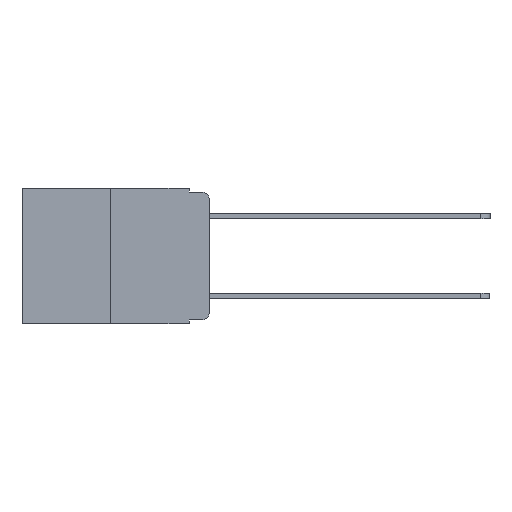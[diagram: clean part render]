
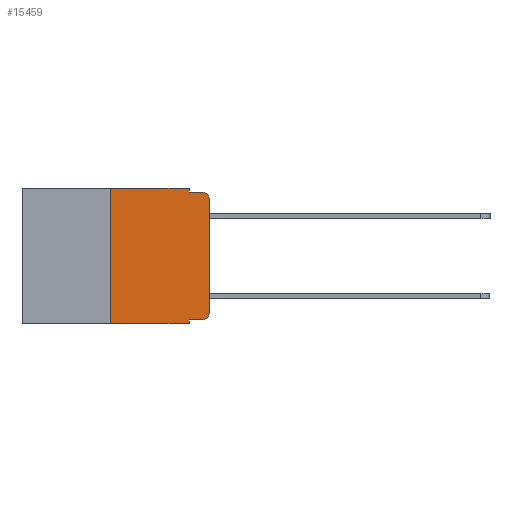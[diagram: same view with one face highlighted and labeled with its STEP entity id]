
A CAD part, left-side view. The second image highlights one B-rep face of the part: STEP entity #15459.
In plain terms, the highlighted planar face has unit normal (-1, 0, 0).
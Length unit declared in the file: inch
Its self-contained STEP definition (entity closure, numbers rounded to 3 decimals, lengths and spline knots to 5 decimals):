
#262 = CARTESIAN_POINT ( 'NONE',  ( 0., 0.473, 0. ) ) ;
#944 = VECTOR ( 'NONE', #14778, 39.37008 ) ;
#983 = VERTEX_POINT ( 'NONE', #2839 ) ;
#1451 = AXIS2_PLACEMENT_3D ( 'NONE', #262, #20127, #9614 ) ;
#1587 = LINE ( 'NONE', #4777, #5387 ) ;
#1676 = EDGE_CURVE ( 'NONE', #15380, #18749, #3758, .T. ) ;
#1721 = EDGE_CURVE ( 'NONE', #15380, #6557, #10571, .T. ) ;
#1792 = VERTEX_POINT ( 'NONE', #9419 ) ;
#2099 = ORIENTED_EDGE ( 'NONE', *, *, #20876, .F. ) ;
#2233 = PLANE ( 'NONE',  #1451 ) ;
#2523 = CARTESIAN_POINT ( 'NONE',  ( 0., 0.473, 0. ) ) ;
#2839 = CARTESIAN_POINT ( 'NONE',  ( 0., 0.051, -0.01 ) ) ;
#3147 = ORIENTED_EDGE ( 'NONE', *, *, #1721, .F. ) ;
#3292 = LINE ( 'NONE', #4737, #7622 ) ;
#3687 = DIRECTION ( 'NONE',  ( -1., 0., 0. ) ) ;
#3710 = CARTESIAN_POINT ( 'NONE',  ( 0., 0.051, -0.333 ) ) ;
#3758 = LINE ( 'NONE', #6849, #22042 ) ;
#3987 = CARTESIAN_POINT ( 'NONE',  ( 0., 0.25, -0.343 ) ) ;
#4413 = DIRECTION ( 'NONE',  ( 0., -1., 0. ) ) ;
#4737 = CARTESIAN_POINT ( 'NONE',  ( 0., 0.051, -0.333 ) ) ;
#4777 = CARTESIAN_POINT ( 'NONE',  ( 0., 0.051, -0.01 ) ) ;
#5301 = CARTESIAN_POINT ( 'NONE',  ( 0., 0.25, 0. ) ) ;
#5387 = VECTOR ( 'NONE', #22384, 39.37008 ) ;
#5754 = EDGE_LOOP ( 'NONE', ( #12614, #12343, #2099, #16778, #22015, #3147, #9134, #10824, #12782, #15577 ) ) ;
#5844 = CIRCLE ( 'NONE', #15291, 0.02 ) ;
#5941 = LINE ( 'NONE', #9541, #944 ) ;
#5952 = CARTESIAN_POINT ( 'NONE',  ( 0., 0.051, 0. ) ) ;
#6440 = VERTEX_POINT ( 'NONE', #10053 ) ;
#6453 = LINE ( 'NONE', #14958, #15331 ) ;
#6557 = VERTEX_POINT ( 'NONE', #12158 ) ;
#6849 = CARTESIAN_POINT ( 'NONE',  ( 0., 0.473, -0.343 ) ) ;
#7365 = CARTESIAN_POINT ( 'NONE',  ( 0., 0., -0.03 ) ) ;
#7451 = AXIS2_PLACEMENT_3D ( 'NONE', #8189, #20485, #9989 ) ;
#7618 = CARTESIAN_POINT ( 'NONE',  ( 0., 0.02, -0.333 ) ) ;
#7622 = VECTOR ( 'NONE', #20697, 39.37008 ) ;
#7856 = CIRCLE ( 'NONE', #7451, 0.02 ) ;
#8189 = CARTESIAN_POINT ( 'NONE',  ( 0., 0.02, -0.313 ) ) ;
#8367 = EDGE_CURVE ( 'NONE', #14698, #6440, #7856, .T. ) ;
#8483 = DIRECTION ( 'NONE',  ( 0., 0., 1. ) ) ;
#8674 = EDGE_CURVE ( 'NONE', #12699, #11597, #5844, .T. ) ;
#9134 = ORIENTED_EDGE ( 'NONE', *, *, #1676, .T. ) ;
#9419 = CARTESIAN_POINT ( 'NONE',  ( 0., 0.051, 0. ) ) ;
#9518 = DIRECTION ( 'NONE',  ( 0., 0., -1. ) ) ;
#9541 = CARTESIAN_POINT ( 'NONE',  ( 0., 0.051, 0. ) ) ;
#9614 = DIRECTION ( 'NONE',  ( 0., 0., -1. ) ) ;
#9919 = LINE ( 'NONE', #2523, #14052 ) ;
#9989 = DIRECTION ( 'NONE',  ( 0., 0., -1. ) ) ;
#10053 = CARTESIAN_POINT ( 'NONE',  ( 0., 0., -0.313 ) ) ;
#10571 = LINE ( 'NONE', #5301, #19336 ) ;
#10824 = ORIENTED_EDGE ( 'NONE', *, *, #21310, .F. ) ;
#11597 = VERTEX_POINT ( 'NONE', #15123 ) ;
#11936 = CARTESIAN_POINT ( 'NONE',  ( 0., 0.051, -0.343 ) ) ;
#12158 = CARTESIAN_POINT ( 'NONE',  ( 0., 0.25, 0. ) ) ;
#12343 = ORIENTED_EDGE ( 'NONE', *, *, #8674, .T. ) ;
#12614 = ORIENTED_EDGE ( 'NONE', *, *, #22726, .T. ) ;
#12699 = VERTEX_POINT ( 'NONE', #7365 ) ;
#12782 = ORIENTED_EDGE ( 'NONE', *, *, #14300, .T. ) ;
#14052 = VECTOR ( 'NONE', #4413, 39.37008 ) ;
#14300 = EDGE_CURVE ( 'NONE', #21652, #14698, #3292, .T. ) ;
#14445 = CARTESIAN_POINT ( 'NONE',  ( 0., 0.02, -0.03 ) ) ;
#14698 = VERTEX_POINT ( 'NONE', #7618 ) ;
#14778 = DIRECTION ( 'NONE',  ( 0., 0., -1. ) ) ;
#14958 = CARTESIAN_POINT ( 'NONE',  ( 0., 0., 0. ) ) ;
#15123 = CARTESIAN_POINT ( 'NONE',  ( 0., 0.02, -0.01 ) ) ;
#15291 = AXIS2_PLACEMENT_3D ( 'NONE', #14445, #3687, #16186 ) ;
#15331 = VECTOR ( 'NONE', #16708, 39.37008 ) ;
#15380 = VERTEX_POINT ( 'NONE', #3987 ) ;
#15459 = ADVANCED_FACE ( 'NONE', ( #22522 ), #2233, .F. ) ;
#15577 = ORIENTED_EDGE ( 'NONE', *, *, #8367, .T. ) ;
#16186 = DIRECTION ( 'NONE',  ( 0., 0., -1. ) ) ;
#16190 = EDGE_CURVE ( 'NONE', #6557, #1792, #9919, .T. ) ;
#16708 = DIRECTION ( 'NONE',  ( 0., 0., 1. ) ) ;
#16778 = ORIENTED_EDGE ( 'NONE', *, *, #18545, .F. ) ;
#18545 = EDGE_CURVE ( 'NONE', #1792, #983, #22935, .T. ) ;
#18749 = VERTEX_POINT ( 'NONE', #11936 ) ;
#19178 = DIRECTION ( 'NONE',  ( 0., -1., 0. ) ) ;
#19336 = VECTOR ( 'NONE', #8483, 39.37008 ) ;
#20127 = DIRECTION ( 'NONE',  ( 1., 0., 0. ) ) ;
#20485 = DIRECTION ( 'NONE',  ( -1., 0., 0. ) ) ;
#20697 = DIRECTION ( 'NONE',  ( 0., -1., 0. ) ) ;
#20876 = EDGE_CURVE ( 'NONE', #983, #11597, #1587, .T. ) ;
#21310 = EDGE_CURVE ( 'NONE', #21652, #18749, #5941, .T. ) ;
#21652 = VERTEX_POINT ( 'NONE', #3710 ) ;
#21880 = VECTOR ( 'NONE', #9518, 39.37008 ) ;
#22015 = ORIENTED_EDGE ( 'NONE', *, *, #16190, .F. ) ;
#22042 = VECTOR ( 'NONE', #19178, 39.37008 ) ;
#22384 = DIRECTION ( 'NONE',  ( 0., -1., 0. ) ) ;
#22522 = FACE_OUTER_BOUND ( 'NONE', #5754, .T. ) ;
#22726 = EDGE_CURVE ( 'NONE', #6440, #12699, #6453, .T. ) ;
#22935 = LINE ( 'NONE', #5952, #21880 ) ;
